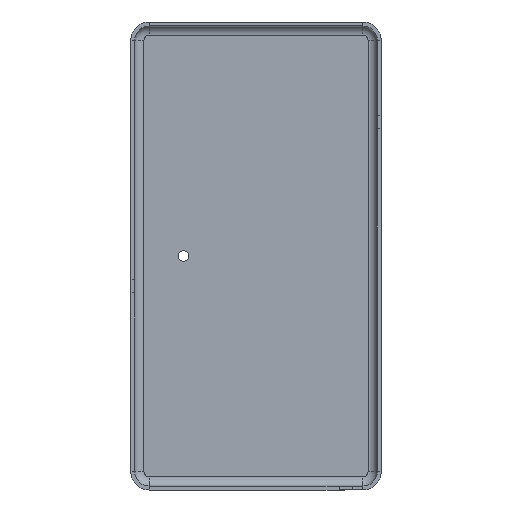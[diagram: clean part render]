
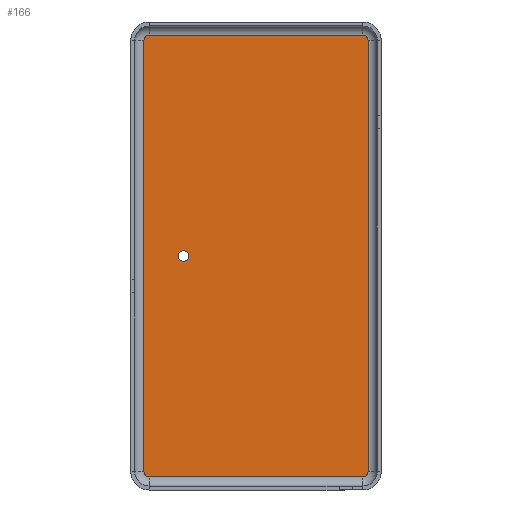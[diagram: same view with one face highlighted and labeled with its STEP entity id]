
A CAD part, front view. The second image highlights one B-rep face of the part: STEP entity #166.
In plain terms, the highlighted planar face has unit normal (0, -1, 0).
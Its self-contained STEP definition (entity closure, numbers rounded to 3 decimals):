
#51 = VERTEX_POINT ( 'NONE', #1098 ) ;
#60 = EDGE_CURVE ( 'NONE', #748, #966, #346, .T. ) ;
#62 = CARTESIAN_POINT ( 'NONE',  ( -8.1, -0.3, 16.75 ) ) ;
#88 = ORIENTED_EDGE ( 'NONE', *, *, #477, .F. ) ;
#93 = CARTESIAN_POINT ( 'NONE',  ( 8.1, -0.3, -16.35 ) ) ;
#101 = CIRCLE ( 'NONE', #1360, 0.4 ) ;
#102 = EDGE_CURVE ( 'NONE', #621, #192, #1278, .T. ) ;
#105 = AXIS2_PLACEMENT_3D ( 'NONE', #483, #1619, #227 ) ;
#129 = DIRECTION ( 'NONE',  ( 1., 0., 0. ) ) ;
#166 = ADVANCED_FACE ( 'NONE', ( #242, #1512 ), #1237, .T. ) ;
#173 = DIRECTION ( 'NONE',  ( 0., 1., 0. ) ) ;
#187 = EDGE_CURVE ( 'NONE', #1342, #261, #625, .T. ) ;
#188 = VERTEX_POINT ( 'NONE', #725 ) ;
#192 = VERTEX_POINT ( 'NONE', #1501 ) ;
#227 = DIRECTION ( 'NONE',  ( 0., 0., 1. ) ) ;
#231 = CARTESIAN_POINT ( 'NONE',  ( 8.1, -0.3, 16.35 ) ) ;
#242 = FACE_BOUND ( 'NONE', #322, .T. ) ;
#245 = CARTESIAN_POINT ( 'NONE',  ( -8.1, -0.3, 16.35 ) ) ;
#261 = VERTEX_POINT ( 'NONE', #957 ) ;
#272 = LINE ( 'NONE', #518, #1070 ) ;
#282 = CARTESIAN_POINT ( 'NONE',  ( -8.5, -0.3, -16.35 ) ) ;
#296 = LINE ( 'NONE', #1246, #740 ) ;
#309 = ORIENTED_EDGE ( 'NONE', *, *, #497, .F. ) ;
#322 = EDGE_LOOP ( 'NONE', ( #562, #409 ) ) ;
#346 = CIRCLE ( 'NONE', #105, 0.4 ) ;
#360 = EDGE_CURVE ( 'NONE', #192, #748, #1121, .T. ) ;
#365 = VECTOR ( 'NONE', #382, 1000. ) ;
#382 = DIRECTION ( 'NONE',  ( -1., 0., 0. ) ) ;
#409 = ORIENTED_EDGE ( 'NONE', *, *, #187, .F. ) ;
#412 = DIRECTION ( 'NONE',  ( 0., 1., 0. ) ) ;
#421 = CIRCLE ( 'NONE', #1611, 0.4 ) ;
#436 = EDGE_CURVE ( 'NONE', #261, #1342, #421, .T. ) ;
#437 = ORIENTED_EDGE ( 'NONE', *, *, #635, .F. ) ;
#477 = EDGE_CURVE ( 'NONE', #188, #1062, #1647, .T. ) ;
#483 = CARTESIAN_POINT ( 'NONE',  ( -8.1, -0.3, -16.35 ) ) ;
#497 = EDGE_CURVE ( 'NONE', #966, #188, #272, .T. ) ;
#508 = AXIS2_PLACEMENT_3D ( 'NONE', #245, #412, #1519 ) ;
#518 = CARTESIAN_POINT ( 'NONE',  ( -8.5, -0.3, -16.35 ) ) ;
#540 = ORIENTED_EDGE ( 'NONE', *, *, #102, .F. ) ;
#562 = ORIENTED_EDGE ( 'NONE', *, *, #436, .F. ) ;
#621 = VERTEX_POINT ( 'NONE', #1311 ) ;
#625 = CIRCLE ( 'NONE', #799, 0.4 ) ;
#635 = EDGE_CURVE ( 'NONE', #667, #51, #101, .T. ) ;
#648 = ORIENTED_EDGE ( 'NONE', *, *, #848, .F. ) ;
#655 = CARTESIAN_POINT ( 'NONE',  ( -5.5, -0.3, -0.4 ) ) ;
#667 = VERTEX_POINT ( 'NONE', #804 ) ;
#672 = DIRECTION ( 'NONE',  ( 0., 0., 1. ) ) ;
#725 = CARTESIAN_POINT ( 'NONE',  ( -8.5, -0.3, 16.35 ) ) ;
#731 = EDGE_CURVE ( 'NONE', #51, #621, #296, .T. ) ;
#734 = AXIS2_PLACEMENT_3D ( 'NONE', #93, #1492, #1381 ) ;
#740 = VECTOR ( 'NONE', #1105, 1000. ) ;
#743 = CARTESIAN_POINT ( 'NONE',  ( 8.1, -0.3, -16.75 ) ) ;
#748 = VERTEX_POINT ( 'NONE', #1483 ) ;
#799 = AXIS2_PLACEMENT_3D ( 'NONE', #1384, #1225, #1356 ) ;
#804 = CARTESIAN_POINT ( 'NONE',  ( 8.1, -0.3, 16.75 ) ) ;
#807 = CARTESIAN_POINT ( 'NONE',  ( 8.1, -0.3, 16.35 ) ) ;
#838 = LINE ( 'NONE', #1641, #1470 ) ;
#848 = EDGE_CURVE ( 'NONE', #1062, #667, #838, .T. ) ;
#902 = ORIENTED_EDGE ( 'NONE', *, *, #731, .F. ) ;
#945 = ORIENTED_EDGE ( 'NONE', *, *, #360, .F. ) ;
#957 = CARTESIAN_POINT ( 'NONE',  ( -5.5, -0.3, 0.4 ) ) ;
#966 = VERTEX_POINT ( 'NONE', #282 ) ;
#999 = DIRECTION ( 'NONE',  ( 0., -1., 0. ) ) ;
#1015 = CARTESIAN_POINT ( 'NONE',  ( -5.5, -0.3, 0. ) ) ;
#1062 = VERTEX_POINT ( 'NONE', #62 ) ;
#1070 = VECTOR ( 'NONE', #1287, 1000. ) ;
#1098 = CARTESIAN_POINT ( 'NONE',  ( 8.5, -0.3, 16.35 ) ) ;
#1105 = DIRECTION ( 'NONE',  ( 0., 0., -1. ) ) ;
#1111 = DIRECTION ( 'NONE',  ( 0., 0., -1. ) ) ;
#1121 = LINE ( 'NONE', #743, #365 ) ;
#1225 = DIRECTION ( 'NONE',  ( 0., -1., 0. ) ) ;
#1237 = PLANE ( 'NONE',  #1522 ) ;
#1246 = CARTESIAN_POINT ( 'NONE',  ( 8.5, -0.3, 16.35 ) ) ;
#1262 = DIRECTION ( 'NONE',  ( 0., 0., -1. ) ) ;
#1278 = CIRCLE ( 'NONE', #734, 0.4 ) ;
#1287 = DIRECTION ( 'NONE',  ( 0., 0., 1. ) ) ;
#1311 = CARTESIAN_POINT ( 'NONE',  ( 8.5, -0.3, -16.35 ) ) ;
#1342 = VERTEX_POINT ( 'NONE', #655 ) ;
#1356 = DIRECTION ( 'NONE',  ( 0., 0., -1. ) ) ;
#1360 = AXIS2_PLACEMENT_3D ( 'NONE', #807, #173, #672 ) ;
#1381 = DIRECTION ( 'NONE',  ( 0., 0., 1. ) ) ;
#1384 = CARTESIAN_POINT ( 'NONE',  ( -5.5, -0.3, 0. ) ) ;
#1470 = VECTOR ( 'NONE', #129, 1000. ) ;
#1483 = CARTESIAN_POINT ( 'NONE',  ( -8.1, -0.3, -16.75 ) ) ;
#1492 = DIRECTION ( 'NONE',  ( 0., 1., 0. ) ) ;
#1499 = DIRECTION ( 'NONE',  ( 0., -1., 0. ) ) ;
#1501 = CARTESIAN_POINT ( 'NONE',  ( 8.1, -0.3, -16.75 ) ) ;
#1512 = FACE_OUTER_BOUND ( 'NONE', #1550, .T. ) ;
#1519 = DIRECTION ( 'NONE',  ( 0., 0., 1. ) ) ;
#1522 = AXIS2_PLACEMENT_3D ( 'NONE', #231, #1499, #1111 ) ;
#1550 = EDGE_LOOP ( 'NONE', ( #437, #648, #88, #309, #1643, #945, #540, #902 ) ) ;
#1611 = AXIS2_PLACEMENT_3D ( 'NONE', #1015, #999, #1262 ) ;
#1619 = DIRECTION ( 'NONE',  ( 0., 1., 0. ) ) ;
#1641 = CARTESIAN_POINT ( 'NONE',  ( -8.1, -0.3, 16.75 ) ) ;
#1643 = ORIENTED_EDGE ( 'NONE', *, *, #60, .F. ) ;
#1647 = CIRCLE ( 'NONE', #508, 0.4 ) ;
